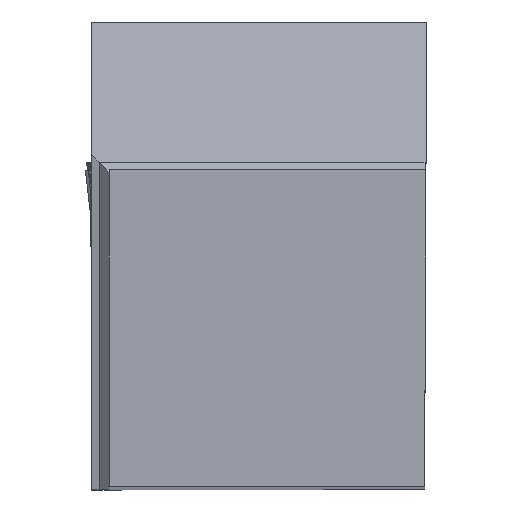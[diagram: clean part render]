
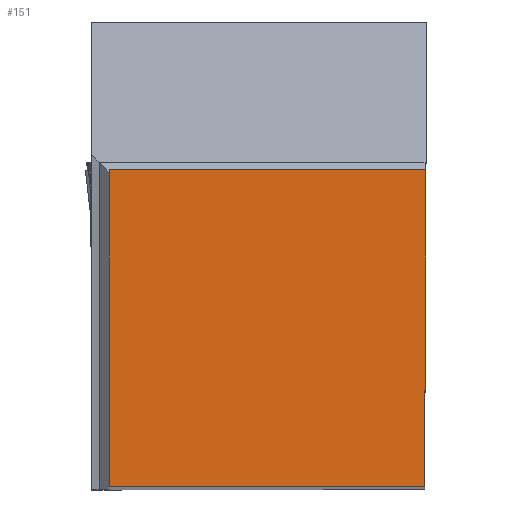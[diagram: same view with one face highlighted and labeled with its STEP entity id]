
A CAD part, top view. The second image highlights one B-rep face of the part: STEP entity #151.
In plain terms, the highlighted planar face has unit normal (0, 0, 1).
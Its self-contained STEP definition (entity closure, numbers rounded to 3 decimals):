
#151=ADVANCED_FACE('BLANK_BOXF006',(#247),#195,.F.);
#195=PLANE('',#1287);
#247=FACE_OUTER_BOUND('',#303,.T.);
#303=EDGE_LOOP('',(#581,#582,#583,#584));
#581=ORIENTED_EDGE('',*,*,#899,.F.);
#582=ORIENTED_EDGE('',*,*,#855,.F.);
#583=ORIENTED_EDGE('',*,*,#898,.F.);
#584=ORIENTED_EDGE('',*,*,#900,.F.);
#726=VERTEX_POINT('',#1874);
#727=VERTEX_POINT('',#1876);
#760=VERTEX_POINT('',#1956);
#761=VERTEX_POINT('',#1960);
#855=EDGE_CURVE('',#726,#727,#980,.T.);
#898=EDGE_CURVE('',#760,#726,#1016,.T.);
#899=EDGE_CURVE('',#727,#761,#1017,.T.);
#900=EDGE_CURVE('',#761,#760,#1018,.T.);
#980=LINE('',#1875,#1098);
#1016=LINE('',#1957,#1134);
#1017=LINE('',#1959,#1135);
#1018=LINE('',#1961,#1136);
#1098=VECTOR('',#1492,1.);
#1134=VECTOR('',#1552,1.);
#1135=VECTOR('',#1555,1.);
#1136=VECTOR('',#1556,1.);
#1287=AXIS2_PLACEMENT_3D('',#1962,#1557,#1558);
#1492=DIRECTION('',(-1.,0.,0.));
#1552=DIRECTION('',(-0.004,-1.,0.));
#1555=DIRECTION('',(0.,1.,0.));
#1556=DIRECTION('',(1.,0.,0.));
#1557=DIRECTION('',(0.,0.,-1.));
#1558=DIRECTION('',(0.,-1.,0.));
#1874=CARTESIAN_POINT('',(-0.069,0.,0.));
#1875=CARTESIAN_POINT('',(100.85,0.,0.));
#1876=CARTESIAN_POINT('',(-15.875,0.,0.));
#1956=CARTESIAN_POINT('',(0.,15.875,0.));
#1957=CARTESIAN_POINT('',(0.371,100.849,0.));
#1959=CARTESIAN_POINT('',(-15.875,-100.85,0.));
#1960=CARTESIAN_POINT('',(-15.875,15.875,0.));
#1961=CARTESIAN_POINT('',(-100.85,15.875,0.));
#1962=CARTESIAN_POINT('',(-16.75,-5.,0.));
